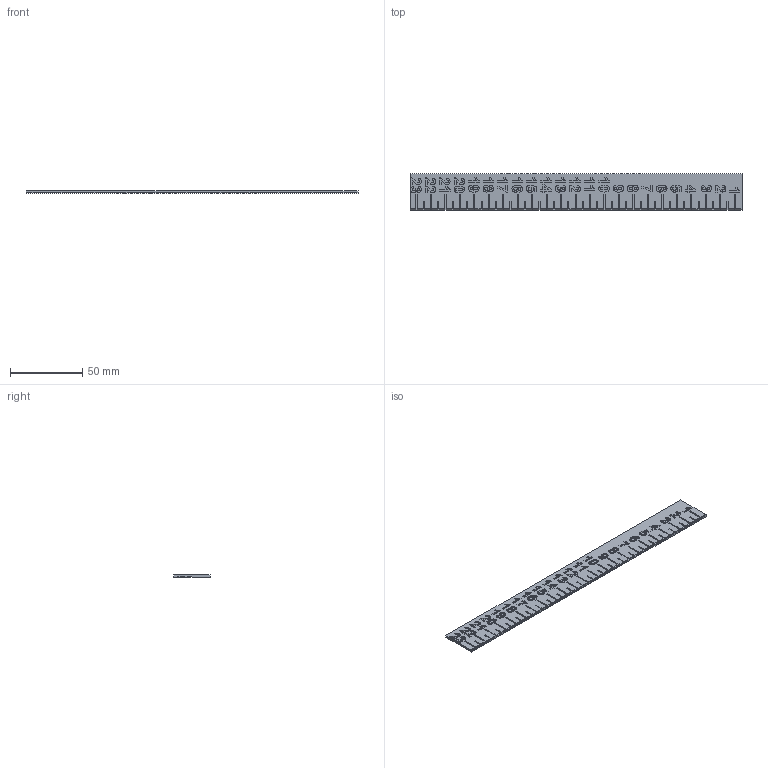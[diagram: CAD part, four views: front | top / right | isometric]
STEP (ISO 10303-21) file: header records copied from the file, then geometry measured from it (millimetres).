
FILE_DESCRIPTION(/* description */ (''),/* implementation_level */ '2;1');
FILE_NAME(/* name */ '032ef51d-7281-472b-8a4d-eaa8997d2b48.stp',/* time_stamp */ '2017-01-14T20:39:36+01:00',/* author */ (''),/* organization */ (''),/* preprocessor_version */ 'ST-DEVELOPER v16.5',/* originating_system */ 'Autodesk Translation Framework v5.2.0.2920',/* authorisation */ '');
FILE_SCHEMA (('AUTOMOTIVE_DESIGN { 1 0 10303 214 3 1 1 }'));
Length unit declared in the file: millimetre
Products named in the file (1): Ruler
Bounding box: 229.5 x 25 x 1.5 mm (x, y, z)
Volume: 7816.3 mm3; surface area: 13857.9 mm2
Topology: 1 solids, 1 shells, 952 faces, 2703 edges, 1802 vertices
Faces by surface type: plane 485, bspline 467
Entity records: 34939 total; most frequent: CARTESIAN_POINT 13397, ORIENTED_EDGE 5406, DIRECTION 2741, EDGE_CURVE 2703, VERTEX_POINT 1802, LINE 1769, VECTOR 1769, EDGE_LOOP 1001
